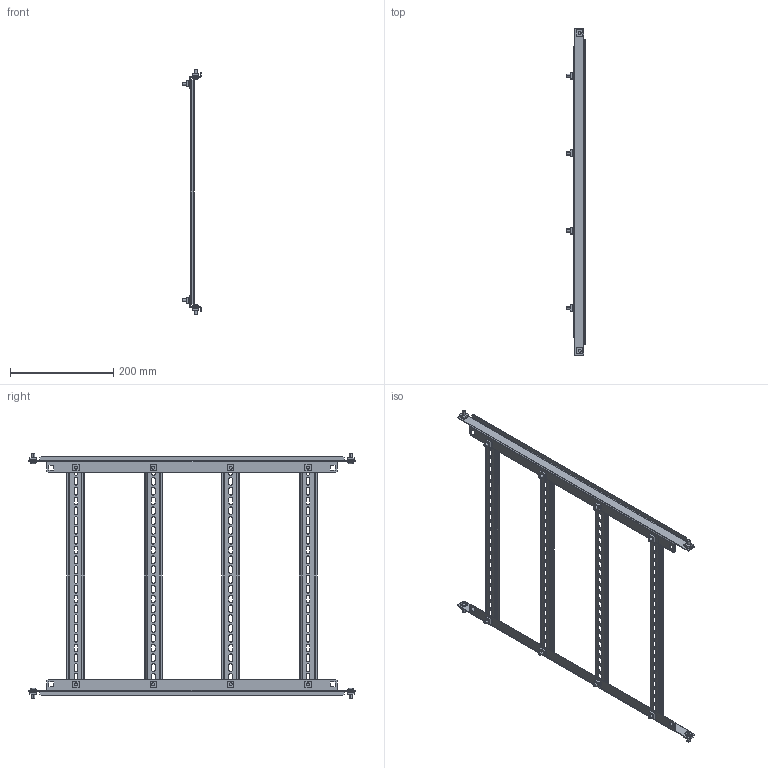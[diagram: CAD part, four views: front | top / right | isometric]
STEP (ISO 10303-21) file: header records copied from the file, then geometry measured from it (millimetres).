
FILE_DESCRIPTION (( 'STEP AP214' ), '1' );
FILE_NAME ('Ðàìà ñ äèí-ðåéêàìè äëÿ 65.50.22 Ãðàíèò EKF PROxima.STEP', '2022-06-28T07:20:01', ( '' ), ( '' ), 'SwSTEP 2.0', 'SolidWorks 2021', '' );
FILE_SCHEMA (( 'AUTOMOTIVE_DESIGN' ));
Length unit declared in the file: millimetre
Products named in the file (5): DIN-ðåéêà 435ìì_L=260; ﾌﾈ-2454.06.00.001 ﾍ瑜粱 650; Ãàéêà êóçîâíàÿ Ì6; Ðàìà ñ äèí-ðåéêàìè äëÿ 65.50.22 Ãðàíèò EKF PROxima; pan head cross recess screw_din_DIN EN ISO 7045 - M6 x 16 - Z - 16N
Assembly tree (30 placements, depth 2):
  Ðàìà ñ äèí-ðåéêàìè äëÿ 65.50.22 Ãðàíèò EKF PROxima
    ﾌﾈ-2454.06.00.001 ﾍ瑜粱 650  x2
    Ãàéêà êóçîâíàÿ Ì6  x12
    pan head cross recess screw_din_DIN EN ISO 7045 - M6 x 16 - Z - 16N  x12
    DIN-ðåéêà 435ìì_L=260  x4
Bounding box: 36 x 633 x 476 mm (x, y, z)
Volume: 174989.4 mm3; surface area: 286136 mm2
Topology: 30 solids, 30 shells, 1432 faces, 3900 edges, 2516 vertices
Faces by surface type: plane 848, cylinder 440, cone 72, torus 48, sphere 24
Entity records: 8470 total; most frequent: CARTESIAN_POINT 1518, DIRECTION 1392, ORIENTED_EDGE 1380, EDGE_CURVE 690, VECTOR 486, LINE 486, AXIS2_PLACEMENT_3D 453, VERTEX_POINT 451
